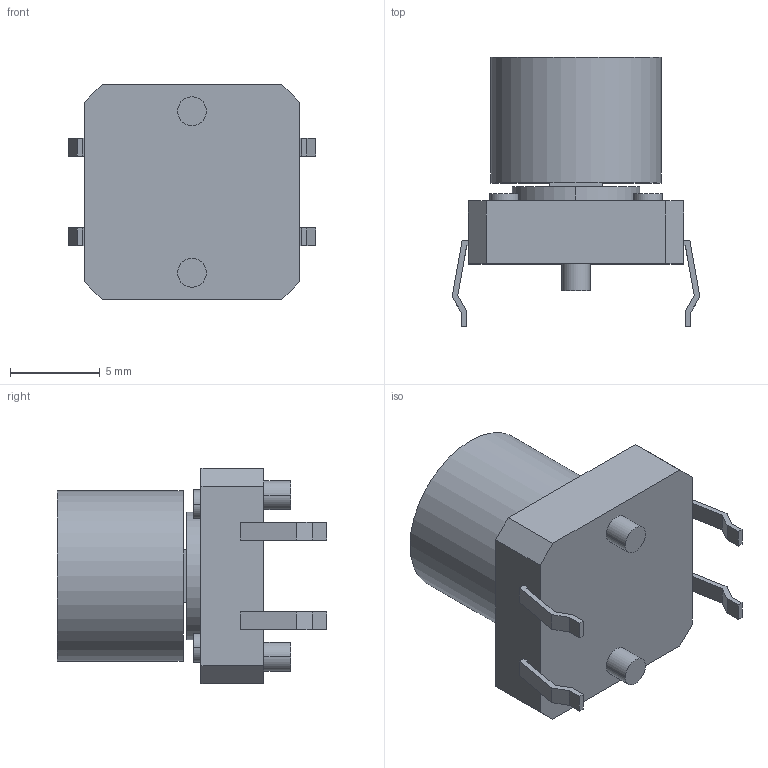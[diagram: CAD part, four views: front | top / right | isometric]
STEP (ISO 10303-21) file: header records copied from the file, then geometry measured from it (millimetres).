
FILE_DESCRIPTION(('FreeCAD Model'),'2;1');
FILE_NAME('B3F_4050.step', '2019-09-05T20:10:25',('Author'),(''), 'Open CASCADE STEP processor 7.3','FreeCAD','Unknown');
FILE_SCHEMA(('AUTOMOTIVE_DESIGN { 1 0 10303 214 1 1 1 1 }'));
Length unit declared in the file: millimetre
Products named in the file (3): B3F_4050_BUTTON; Cylinder; Chamfer
Bounding box: 13.8 x 15 x 12 mm (x, y, z)
Volume: 1040.7 mm3; surface area: 1056.6 mm2
Topology: 3 solids, 3 shells, 95 faces, 225 edges, 150 vertices
Faces by surface type: plane 76, cylinder 19
Full cylindrical faces by diameter (mm): 9.5 x1
Entity records: 6259 total; most frequent: CARTESIAN_POINT 1005, DIRECTION 891, LINE 599, VECTOR 599, ORIENTED_EDGE 450, PCURVE 450, DEFINITIONAL_REPRESENTATION 450, EDGE_CURVE 225
